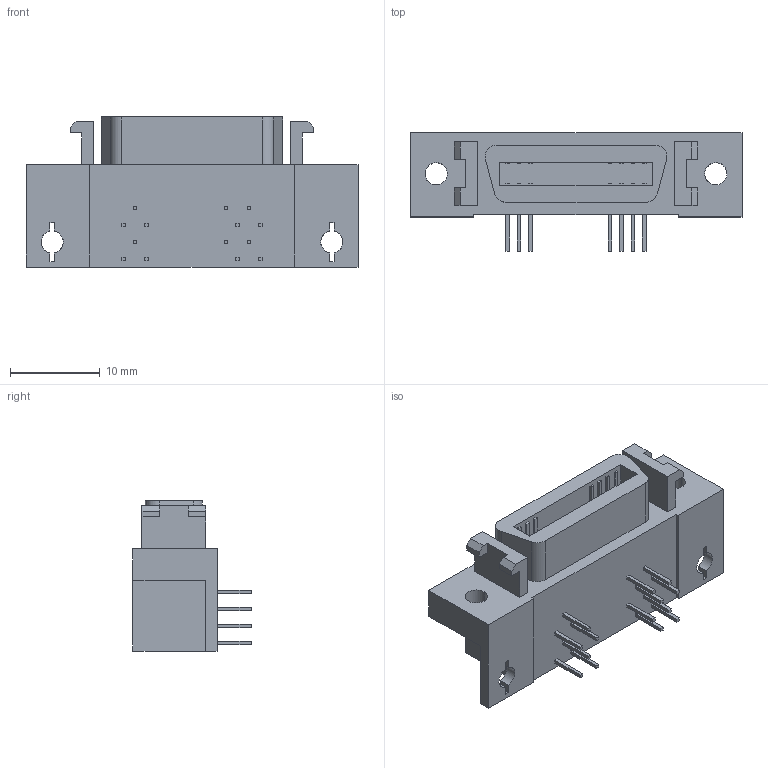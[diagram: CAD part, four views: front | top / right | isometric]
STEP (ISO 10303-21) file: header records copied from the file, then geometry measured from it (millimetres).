
FILE_DESCRIPTION(/* description */ (''),/* implementation_level */ '2;1');
FILE_NAME(/* name */ 'N10226-52B2VC_SE',/* time_stamp */ '2006-06-02T15:11:24-05:00',/* author */ (''),/* organization */ (''),/* preprocessor_version */ 'ST-DEVELOPER v9',/* originating_system */ 'UGS - NX 3.0',/* authorisation */ '');
FILE_SCHEMA (('CONFIG_CONTROL_DESIGN'));
Length unit declared in the file: inch
Products named in the file (1): N10226-52B2VC_SE
Bounding box: 37.08 x 13.21 x 16.76 mm (x, y, z)
Volume: 2201.8 mm3; surface area: 2874.6 mm2
Topology: 1 solids, 1 shells, 291 faces, 813 edges, 542 vertices
Faces by surface type: plane 278, cylinder 13
Entity records: 10154 total; most frequent: CARTESIAN_POINT 4120, ORIENTED_EDGE 1626, EDGE_CURVE 813, B_SPLINE_CURVE_WITH_KNOTS 813, DIRECTION 584, VERTEX_POINT 542, EDGE_LOOP 345, AXIS2_PLACEMENT_3D 292
